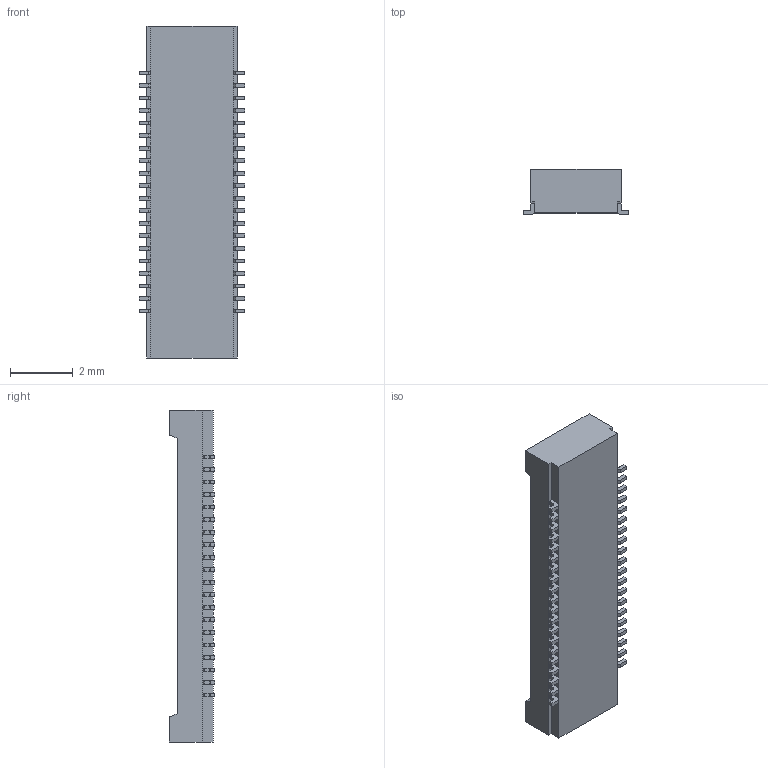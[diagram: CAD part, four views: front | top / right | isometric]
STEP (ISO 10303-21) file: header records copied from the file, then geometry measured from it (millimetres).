
FILE_DESCRIPTION(('CoCreate Modeling STEP Export'),'2;1');
FILE_NAME('DF40C-40DS.stp','2009-12-09T17:05:45',(''),(''),'CoCreate Modeling STEP processor for AP214 (Solid Model)','CoCreate Modeling 16.00B 02-Dec-2008 (C) Parametric Technology GmbH','');
FILE_SCHEMA(('AUTOMOTIVE_DESIGN { 1 0 10303 214 1 1 1 1 }'));
Length unit declared in the file: millimetre
Products named in the file (1): C40
Bounding box: 3.38 x 1.45 x 10.6 mm (x, y, z)
Volume: 26.4 mm3; surface area: 143.2 mm2
Topology: 1 solids, 1 shells, 985 faces, 2660 edges, 1760 vertices
Faces by surface type: plane 761, cylinder 212, cone 12
Entity records: 29700 total; most frequent: ORIENTED_EDGE 5320, CARTESIAN_POINT 5206, DIRECTION 4670, EDGE_CURVE 2660, VECTOR 2210, LINE 2210, VERTEX_POINT 1760, AXIS2_PLACEMENT_3D 1230
